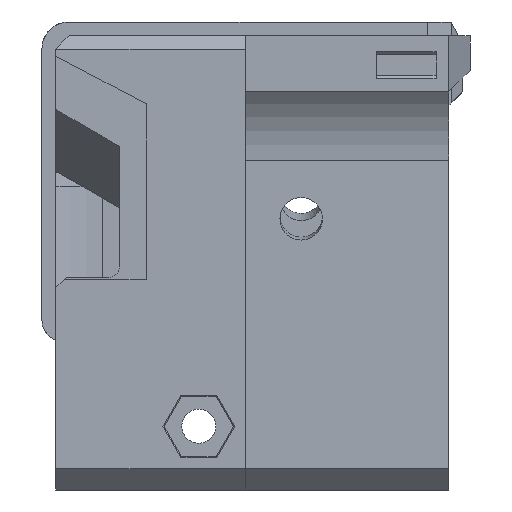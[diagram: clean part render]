
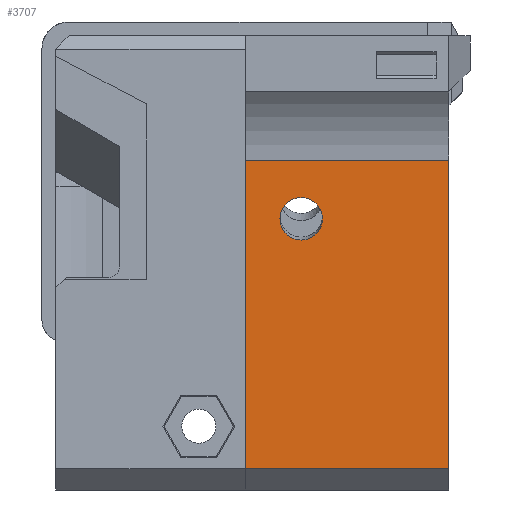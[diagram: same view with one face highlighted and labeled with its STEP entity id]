
A CAD part, front view. The second image highlights one B-rep face of the part: STEP entity #3707.
In plain terms, the highlighted planar face has unit normal (0, -1, 0).
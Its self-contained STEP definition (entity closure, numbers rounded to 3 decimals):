
#71=FACE_BOUND('',#645,.T.);
#89=CIRCLE('',#3792,2.);
#425=FACE_OUTER_BOUND('',#644,.T.);
#644=EDGE_LOOP('',(#3338,#3339,#3340,#3341));
#645=EDGE_LOOP('',(#3342));
#853=LINE('',#5760,#1251);
#862=LINE('',#5783,#1260);
#1048=LINE('',#6547,#1446);
#1049=LINE('',#6548,#1447);
#1251=VECTOR('',#4400,10.);
#1260=VECTOR('',#4423,10.);
#1446=VECTOR('',#4843,10.);
#1447=VECTOR('',#4844,10.);
#1531=VERTEX_POINT('',#5171);
#1639=VERTEX_POINT('',#5757);
#1640=VERTEX_POINT('',#5759);
#1647=VERTEX_POINT('',#5782);
#1788=VERTEX_POINT('',#6546);
#1909=EDGE_CURVE('',#1531,#1531,#89,.T.);
#2054=EDGE_CURVE('',#1640,#1639,#853,.T.);
#2067=EDGE_CURVE('',#1640,#1647,#862,.T.);
#2314=EDGE_CURVE('',#1639,#1788,#1048,.T.);
#2315=EDGE_CURVE('',#1788,#1647,#1049,.T.);
#3338=ORIENTED_EDGE('',*,*,#2067,.F.);
#3339=ORIENTED_EDGE('',*,*,#2054,.T.);
#3340=ORIENTED_EDGE('',*,*,#2314,.T.);
#3341=ORIENTED_EDGE('',*,*,#2315,.T.);
#3342=ORIENTED_EDGE('',*,*,#1909,.T.);
#3509=PLANE('',#3970);
#3707=ADVANCED_FACE('',(#425,#71),#3509,.F.);
#3792=AXIS2_PLACEMENT_3D('',#5174,#4182,#4183);
#3970=AXIS2_PLACEMENT_3D('',#6545,#4841,#4842);
#4182=DIRECTION('center_axis',(0.,1.,0.));
#4183=DIRECTION('ref_axis',(1.,0.,0.));
#4400=DIRECTION('',(0.,0.,1.));
#4423=DIRECTION('',(-1.,0.,0.));
#4841=DIRECTION('center_axis',(0.,1.,0.));
#4842=DIRECTION('ref_axis',(0.,0.,
-1.));
#4843=DIRECTION('',(-1.,0.,0.));
#4844=DIRECTION('',(0.,0.,-1.));
#5171=CARTESIAN_POINT('',(42.775,16.,6.975));
#5174=CARTESIAN_POINT('Origin',(44.775,16.,6.975));
#5757=CARTESIAN_POINT('',(58.65,16.,12.475));
#5759=CARTESIAN_POINT('',(58.65,16.,-16.525));
#5760=CARTESIAN_POINT('',(58.65,16.,6.331));
#5782=CARTESIAN_POINT('',(39.525,16.,-16.525));
#5783=CARTESIAN_POINT('',(60.65,16.,-16.525));
#6545=CARTESIAN_POINT('Origin',(60.65,16.,12.475));
#6546=CARTESIAN_POINT('',(39.525,16.,12.475));
#6547=CARTESIAN_POINT('',(60.65,16.,12.475));
#6548=CARTESIAN_POINT('',(39.525,16.,-18.525));
